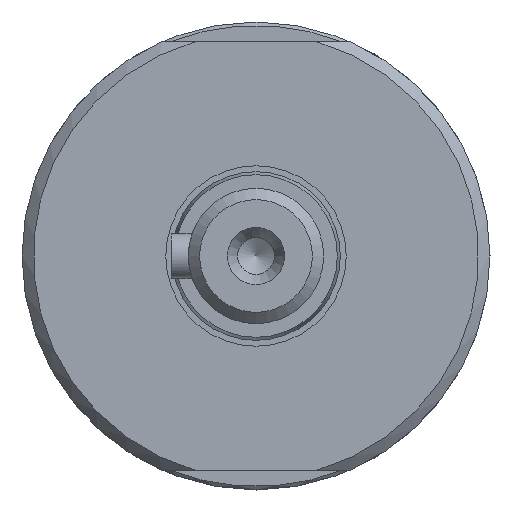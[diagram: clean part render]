
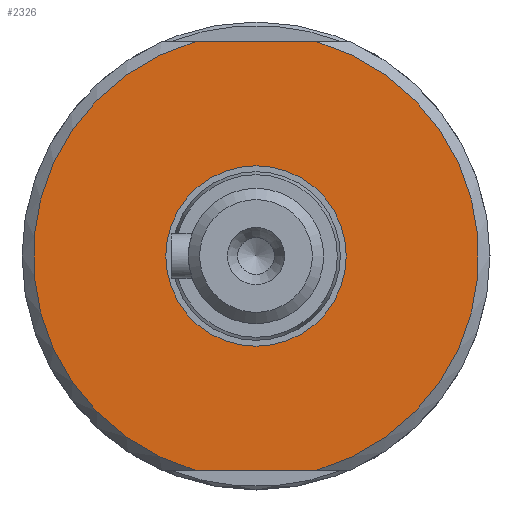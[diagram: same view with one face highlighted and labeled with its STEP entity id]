
A CAD part, left-side view. The second image highlights one B-rep face of the part: STEP entity #2326.
In plain terms, the highlighted planar face has unit normal (-1, 0, 0).
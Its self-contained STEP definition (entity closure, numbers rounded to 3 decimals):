
#81=FACE_BOUND('',#347,.T.);
#117=PLANE('',#2559);
#206=FACE_OUTER_BOUND('',#346,.T.);
#346=EDGE_LOOP('',(#1665,#1666,#1667,#1668));
#347=EDGE_LOOP('',(#1669,#1670));
#492=LINE('',#3888,#609);
#496=LINE('',#3904,#613);
#609=VECTOR('',#3012,10.);
#613=VECTOR('',#3020,10.);
#749=CIRCLE('',#2548,19.75);
#755=CIRCLE('',#2557,8.);
#756=CIRCLE('',#2558,8.);
#757=CIRCLE('',#2560,19.75);
#958=VERTEX_POINT('',#3883);
#959=VERTEX_POINT('',#3887);
#962=VERTEX_POINT('',#3899);
#963=VERTEX_POINT('',#3903);
#969=VERTEX_POINT('',#3925);
#970=VERTEX_POINT('',#3927);
#1223=EDGE_CURVE('',#959,#958,#492,.T.);
#1229=EDGE_CURVE('',#963,#962,#496,.T.);
#1232=EDGE_CURVE('',#959,#962,#749,.T.);
#1239=EDGE_CURVE('',#970,#969,#755,.T.);
#1240=EDGE_CURVE('',#969,#970,#756,.T.);
#1241=EDGE_CURVE('',#963,#958,#757,.T.);
#1665=ORIENTED_EDGE('',*,*,#1223,.T.);
#1666=ORIENTED_EDGE('',*,*,#1241,.F.);
#1667=ORIENTED_EDGE('',*,*,#1229,.T.);
#1668=ORIENTED_EDGE('',*,*,#1232,.F.);
#1669=ORIENTED_EDGE('',*,*,#1239,.T.);
#1670=ORIENTED_EDGE('',*,*,#1240,.T.);
#2326=ADVANCED_FACE('',(#206,#81),#117,.T.);
#2548=AXIS2_PLACEMENT_3D('',#3911,#3027,#3028);
#2557=AXIS2_PLACEMENT_3D('',#3928,#3046,#3047);
#2558=AXIS2_PLACEMENT_3D('',#3929,#3048,#3049);
#2559=AXIS2_PLACEMENT_3D('',#3930,#3050,#3051);
#2560=AXIS2_PLACEMENT_3D('',#3931,#3052,#3053);
#3012=DIRECTION('',(0.,1.,0.));
#3020=DIRECTION('',(0.,-1.,0.));
#3027=DIRECTION('center_axis',(1.,0.,0.));
#3028=DIRECTION('ref_axis',(0.,-1.,0.));
#3046=DIRECTION('center_axis',(1.,0.,0.));
#3047=DIRECTION('ref_axis',(0.,-1.,0.));
#3048=DIRECTION('center_axis',(1.,0.,0.));
#3049=DIRECTION('ref_axis',(0.,-1.,0.));
#3050=DIRECTION('center_axis',(-1.,0.,0.));
#3051=DIRECTION('ref_axis',(0.,0.,
-1.));
#3052=DIRECTION('center_axis',(1.,0.,0.));
#3053=DIRECTION('ref_axis',(0.,-1.,0.));
#3883=CARTESIAN_POINT('',(-85.,5.391,19.));
#3887=CARTESIAN_POINT('',(-85.,-5.391,19.));
#3888=CARTESIAN_POINT('',(-85.,-1.392,19.));
#3899=CARTESIAN_POINT('',(-85.,-5.391,-19.));
#3903=CARTESIAN_POINT('',(-85.,5.391,-19.));
#3904=CARTESIAN_POINT('',(-85.,-12.483,-19.));
#3911=CARTESIAN_POINT('Origin',(-85.,0.,0.));
#3925=CARTESIAN_POINT('',(-85.,8.,0.));
#3927=CARTESIAN_POINT('',(-85.,-8.,0.));
#3928=CARTESIAN_POINT('Origin',(-85.,0.,0.));
#3929=CARTESIAN_POINT('Origin',(-85.,0.,0.));
#3930=CARTESIAN_POINT('Origin',(-85.,-13.875,0.));
#3931=CARTESIAN_POINT('Origin',(-85.,0.,0.));
